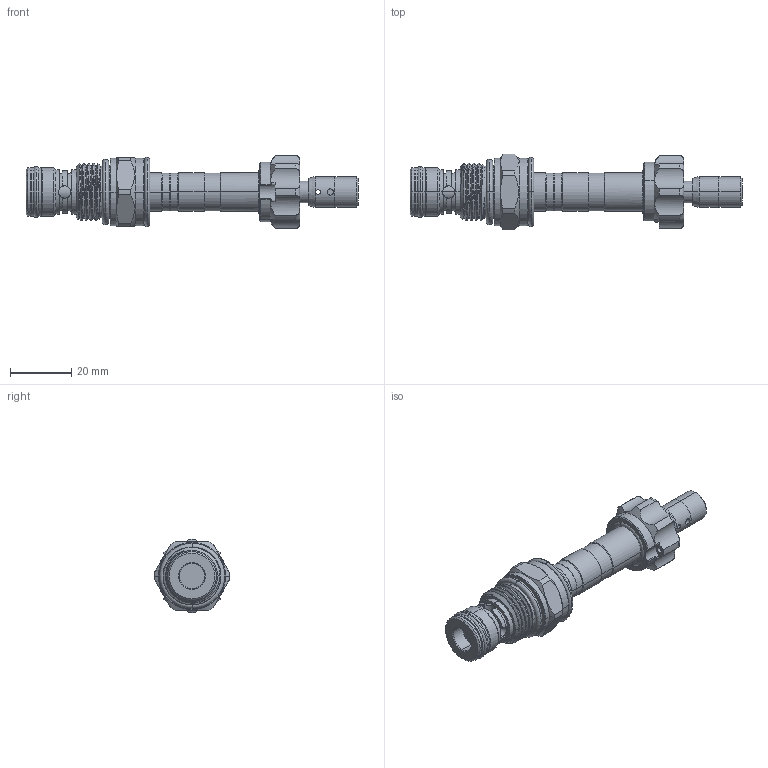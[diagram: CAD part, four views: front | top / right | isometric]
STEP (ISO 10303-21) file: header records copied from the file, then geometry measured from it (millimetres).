
FILE_DESCRIPTION (( 'STEP AP203' ), '1' );
FILE_NAME ('EP19E2A51T04.STEP', '2020-03-31T03:48:04', ( '' ), ( '' ), 'SwSTEP 2.0', 'SolidWorks 2018', '' );
FILE_SCHEMA (( 'CONFIG_CONTROL_DESIGN' ));
Length unit declared in the file: millimetre
Products named in the file (1): EP19E2A51T04
Bounding box: 108.13 x 24.65 x 23.79 mm (x, y, z)
Volume: 20937.8 mm3; surface area: 11187.3 mm2
Topology: 13 solids, 13 shells, 398 faces, 962 edges, 596 vertices
Faces by surface type: cylinder 188, plane 72, cone 70, torus 60, bspline 8
Entity records: 15931 total; most frequent: CARTESIAN_POINT 6660, DIRECTION 1973, ORIENTED_EDGE 1912, EDGE_CURVE 956, AXIS2_PLACEMENT_3D 832, VERTEX_POINT 594, EDGE_LOOP 446, CIRCLE 441
